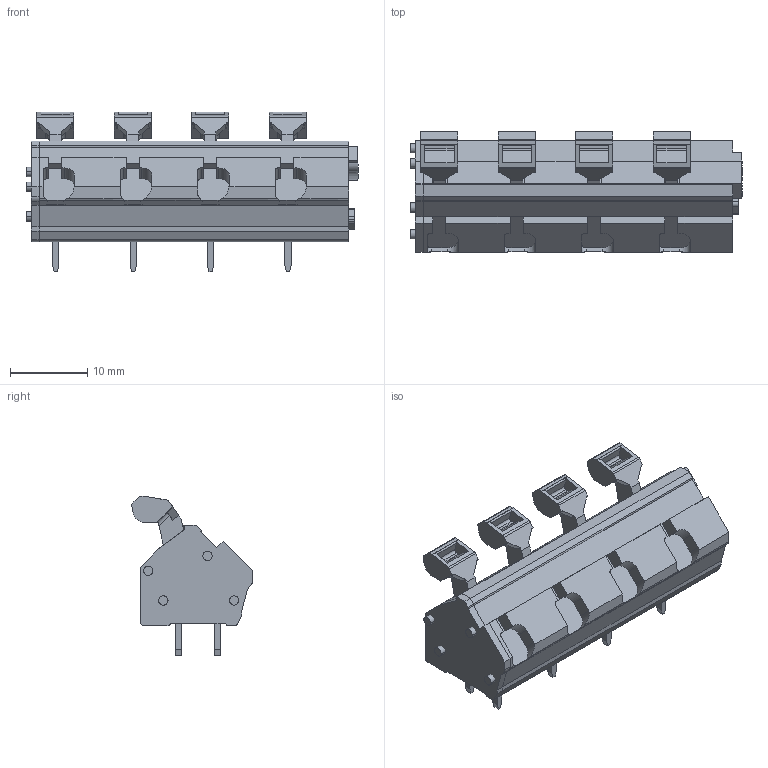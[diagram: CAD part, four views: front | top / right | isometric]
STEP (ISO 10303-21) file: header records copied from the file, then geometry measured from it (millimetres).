
FILE_DESCRIPTION(('CATIA V5 STEP Exchange','CAx-IF Rec.Pracs.--- Model Styling and Organization---1.4--- 2014-01-23'),'2;1');
FILE_NAME ('D1460280_1', '2022-09-14T05:44:22+00:00', ('none'), ('Weidmueller'), 'CATIA Version 5-6 Release 2016 SP3 HF44', 'CATIA V5 STEP AP214', 'none');
FILE_SCHEMA(('AUTOMOTIVE_DESIGN { 1 0 10303 214 1 1 1 1 }'));
Length unit declared in the file: millimetre
Products named in the file (1): 1953950000
Bounding box: 42.9 x 15.6 x 20.65 mm (x, y, z)
Volume: 6009.7 mm3; surface area: 3475.6 mm2
Topology: 14 solids, 14 shells, 448 faces, 1211 edges, 802 vertices
Faces by surface type: plane 340, cylinder 108
Entity records: 14024 total; most frequent: CARTESIAN_POINT 2806, ORIENTED_EDGE 2422, DIRECTION 1870, EDGE_CURVE 1211, VECTOR 991, LINE 991, VERTEX_POINT 802, AXIS2_PLACEMENT_3D 519
